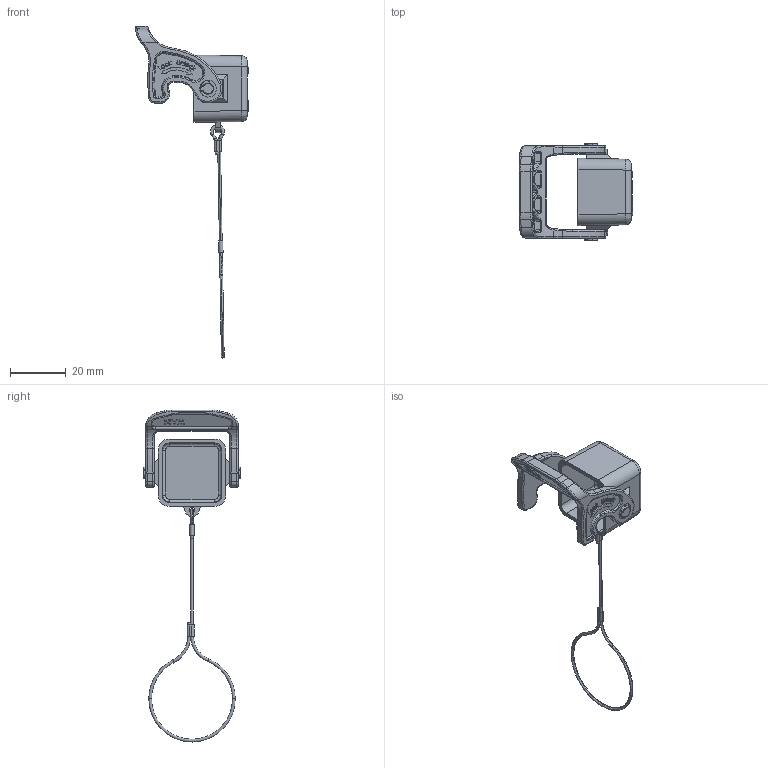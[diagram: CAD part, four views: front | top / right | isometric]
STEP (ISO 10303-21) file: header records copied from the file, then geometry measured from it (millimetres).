
FILE_DESCRIPTION((''),'2;1');
FILE_NAME('3D_1100030208002_H3A-CV-1L_1M_2','2022-08-04T',('xf.gao'),(''),'PRO/ENGINEER BY PARAMETRIC TECHNOLOGY CORPORATION, 2012480','PRO/ENGINEER BY PARAMETRIC TECHNOLOGY CORPORATION, 2012480','');
FILE_SCHEMA(('CONFIG_CONTROL_DESIGN'));
Length unit declared in the file: millimetre
Products named in the file (1): 3D_1100030208002_H3A-CV-1L_1M_2
Bounding box: 40.65 x 35 x 118.97 mm (x, y, z)
Volume: 6163.4 mm3; surface area: 7917.1 mm2
Topology: 1 solids, 1 shells, 828 faces, 2131 edges, 1345 vertices
Faces by surface type: plane 347, cylinder 171, bspline 166, torus 106, cone 22, extrusion 12, sphere 4
Entity records: 34754 total; most frequent: CARTESIAN_POINT 15744, ORIENTED_EDGE 4246, DIRECTION 3441, EDGE_CURVE 2123, VERTEX_POINT 1345, AXIS2_PLACEMENT_3D 1167, VECTOR 1107, LINE 1095
